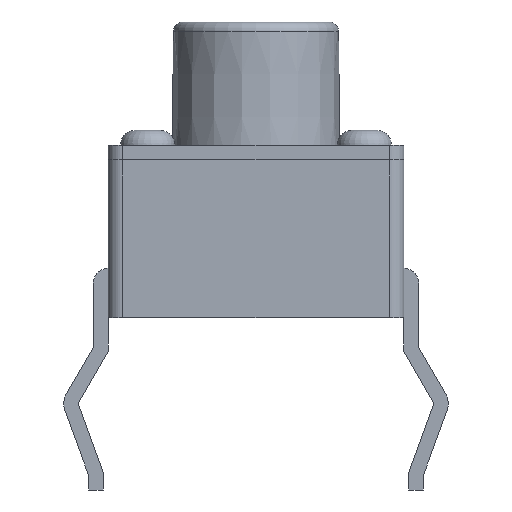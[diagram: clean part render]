
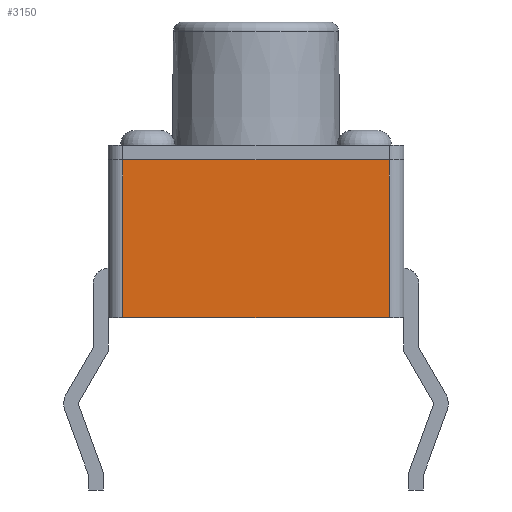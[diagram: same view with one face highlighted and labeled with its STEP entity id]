
A CAD part, front view. The second image highlights one B-rep face of the part: STEP entity #3150.
In plain terms, the highlighted planar face has unit normal (0, -1, 0).
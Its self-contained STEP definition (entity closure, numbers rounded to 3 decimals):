
#371 = DIRECTION ( 'NONE',  ( 0., 0., 1. ) ) ;
#641 = CARTESIAN_POINT ( 'NONE',  ( -2.7, -3., -3.2 ) ) ;
#1221 = CARTESIAN_POINT ( 'NONE',  ( -2.7, -3., -3.2 ) ) ;
#1863 = DIRECTION ( 'NONE',  ( 0., 0., 1. ) ) ;
#2806 = CARTESIAN_POINT ( 'NONE',  ( -2.7, -3., -3.2 ) ) ;
#3150 = ADVANCED_FACE ( 'NONE', ( #5967 ), #8674, .T. ) ;
#3444 = VECTOR ( 'NONE', #1863, 1000. ) ;
#4011 = EDGE_CURVE ( 'NONE', #5107, #12262, #13473, .T. ) ;
#4245 = ORIENTED_EDGE ( 'NONE', *, *, #4011, .T. ) ;
#4537 = LINE ( 'NONE', #10080, #3444 ) ;
#4819 = VECTOR ( 'NONE', #6704, 1000. ) ;
#5107 = VERTEX_POINT ( 'NONE', #14909 ) ;
#5868 = EDGE_CURVE ( 'NONE', #5107, #15285, #16514, .T. ) ;
#5967 = FACE_OUTER_BOUND ( 'NONE', #9947, .T. ) ;
#6045 = AXIS2_PLACEMENT_3D ( 'NONE', #641, #10400, #9332 ) ;
#6704 = DIRECTION ( 'NONE',  ( 1., 0., 0. ) ) ;
#7380 = EDGE_CURVE ( 'NONE', #15285, #12745, #8275, .T. ) ;
#7555 = CARTESIAN_POINT ( 'NONE',  ( -2.7, -3., 0. ) ) ;
#7851 = VECTOR ( 'NONE', #14033, 1000. ) ;
#8275 = LINE ( 'NONE', #8536, #7851 ) ;
#8536 = CARTESIAN_POINT ( 'NONE',  ( -2.7, -3., 0. ) ) ;
#8586 = CARTESIAN_POINT ( 'NONE',  ( 2.7, -3., -3.2 ) ) ;
#8674 = PLANE ( 'NONE',  #6045 ) ;
#9332 = DIRECTION ( 'NONE',  ( 0., 0., -1. ) ) ;
#9947 = EDGE_LOOP ( 'NONE', ( #10632, #14366, #4245, #12223 ) ) ;
#10080 = CARTESIAN_POINT ( 'NONE',  ( 2.7, -3., -3.2 ) ) ;
#10400 = DIRECTION ( 'NONE',  ( 0., -1., 0. ) ) ;
#10632 = ORIENTED_EDGE ( 'NONE', *, *, #7380, .F. ) ;
#12223 = ORIENTED_EDGE ( 'NONE', *, *, #15323, .T. ) ;
#12262 = VERTEX_POINT ( 'NONE', #8586 ) ;
#12745 = VERTEX_POINT ( 'NONE', #13593 ) ;
#13473 = LINE ( 'NONE', #1221, #4819 ) ;
#13593 = CARTESIAN_POINT ( 'NONE',  ( 2.7, -3., 0. ) ) ;
#14033 = DIRECTION ( 'NONE',  ( 1., 0., 0. ) ) ;
#14366 = ORIENTED_EDGE ( 'NONE', *, *, #5868, .F. ) ;
#14909 = CARTESIAN_POINT ( 'NONE',  ( -2.7, -3., -3.2 ) ) ;
#15260 = VECTOR ( 'NONE', #371, 1000. ) ;
#15285 = VERTEX_POINT ( 'NONE', #7555 ) ;
#15323 = EDGE_CURVE ( 'NONE', #12262, #12745, #4537, .T. ) ;
#16514 = LINE ( 'NONE', #2806, #15260 ) ;
